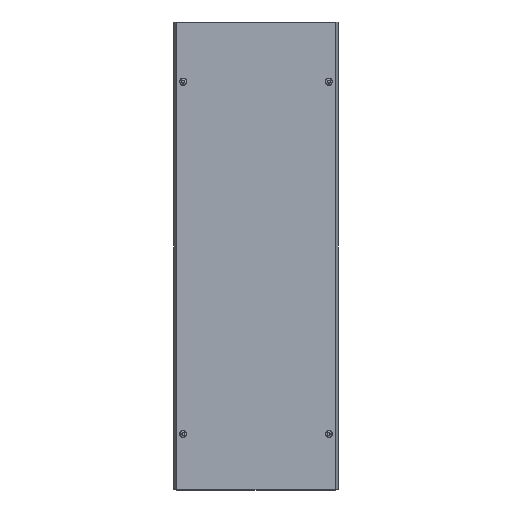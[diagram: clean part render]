
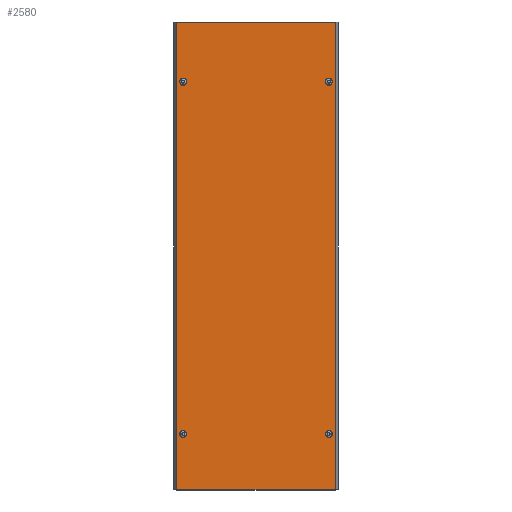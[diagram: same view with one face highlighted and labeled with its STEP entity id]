
A CAD part, top view. The second image highlights one B-rep face of the part: STEP entity #2580.
In plain terms, the highlighted planar face has unit normal (0, 0, 1).
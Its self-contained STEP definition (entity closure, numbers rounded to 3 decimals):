
#1 = DIRECTION ( 'NONE',  ( 0., 1., 0. ) ) ;
#2 = CARTESIAN_POINT ( 'NONE',  ( 169.75, -496.5, 0. ) ) ;
#46 = DIRECTION ( 'NONE',  ( -1., 0., 0. ) ) ;
#63 = CARTESIAN_POINT ( 'NONE',  ( 155., 371.1, 0. ) ) ;
#77 = DIRECTION ( 'NONE',  ( 0., 0., -1. ) ) ;
#96 = CARTESIAN_POINT ( 'NONE',  ( -169.75, -496.5, 0. ) ) ;
#103 = DIRECTION ( 'NONE',  ( -1., 0., 0. ) ) ;
#134 = DIRECTION ( 'NONE',  ( 0., 0., -1. ) ) ;
#136 = DIRECTION ( 'NONE',  ( -1., 0., 0. ) ) ;
#169 = DIRECTION ( 'NONE',  ( -1., 0., 0. ) ) ;
#185 = DIRECTION ( 'NONE',  ( 0., 0., -1. ) ) ;
#204 = DIRECTION ( 'NONE',  ( 0., 0., -1. ) ) ;
#210 = CARTESIAN_POINT ( 'NONE',  ( -155., 371.1, 0. ) ) ;
#211 = DIRECTION ( 'NONE',  ( -1., 0., 0. ) ) ;
#219 = CARTESIAN_POINT ( 'NONE',  ( -155., 371.1, 0. ) ) ;
#221 = DIRECTION ( 'NONE',  ( 0., 0., -1. ) ) ;
#222 = DIRECTION ( 'NONE',  ( -1., 0., 0. ) ) ;
#276 = DIRECTION ( 'NONE',  ( -1., 0., 0. ) ) ;
#279 = DIRECTION ( 'NONE',  ( 0., 0., -1. ) ) ;
#280 = CARTESIAN_POINT ( 'NONE',  ( 155., -378.9, 0. ) ) ;
#304 = CARTESIAN_POINT ( 'NONE',  ( 168.66, -496.5, 0. ) ) ;
#310 = CARTESIAN_POINT ( 'NONE',  ( -155., -378.9, 0. ) ) ;
#314 = CARTESIAN_POINT ( 'NONE',  ( -155., -378.9, 0. ) ) ;
#345 = DIRECTION ( 'NONE',  ( 1., 0., 0. ) ) ;
#751 = CARTESIAN_POINT ( 'NONE',  ( 147.319, 371.1, 0. ) ) ;
#820 = CARTESIAN_POINT ( 'NONE',  ( -169.75, -496.5, 0. ) ) ;
#822 = CARTESIAN_POINT ( 'NONE',  ( 169.75, -496.5, 0. ) ) ;
#833 = CARTESIAN_POINT ( 'NONE',  ( -162.681, 371.1, 0. ) ) ;
#840 = CARTESIAN_POINT ( 'NONE',  ( -147.319, -378.9, 0. ) ) ;
#843 = PLANE ( 'NONE',  #1513 ) ;
#846 = CARTESIAN_POINT ( 'NONE',  ( 168.66, -496.5, 0. ) ) ;
#879 = DIRECTION ( 'NONE',  ( -1., 0., 0. ) ) ;
#885 = CARTESIAN_POINT ( 'NONE',  ( 0., 0., 0. ) ) ;
#903 = CARTESIAN_POINT ( 'NONE',  ( 162.681, 371.1, 0. ) ) ;
#921 = CARTESIAN_POINT ( 'NONE',  ( -168.66, -496.5, 0. ) ) ;
#942 = DIRECTION ( 'NONE',  ( 0., 0., -1. ) ) ;
#980 = CARTESIAN_POINT ( 'NONE',  ( 169.75, 498., 0. ) ) ;
#1034 = CARTESIAN_POINT ( 'NONE',  ( -147.319, 371.1, 0. ) ) ;
#1062 = CARTESIAN_POINT ( 'NONE',  ( -162.681, -378.9, 0. ) ) ;
#1077 = CARTESIAN_POINT ( 'NONE',  ( -169.75, 498., 0. ) ) ;
#1082 = CARTESIAN_POINT ( 'NONE',  ( 162.681, -378.9, 0. ) ) ;
#1092 = CARTESIAN_POINT ( 'NONE',  ( 147.319, -378.9, 0. ) ) ;
#1201 = DIRECTION ( 'NONE',  ( -1., 0., 0. ) ) ;
#1206 = CARTESIAN_POINT ( 'NONE',  ( -169.75, 498., 0. ) ) ;
#1253 = DIRECTION ( 'NONE',  ( 0., 0., -1. ) ) ;
#1255 = CARTESIAN_POINT ( 'NONE',  ( 155., 371.1, 0. ) ) ;
#1256 = DIRECTION ( 'NONE',  ( -1., 0., 0. ) ) ;
#1271 = CARTESIAN_POINT ( 'NONE',  ( -169.75, -496.5, 0. ) ) ;
#1276 = CARTESIAN_POINT ( 'NONE',  ( 155., -378.9, 0. ) ) ;
#1277 = DIRECTION ( 'NONE',  ( 1., 0., 0. ) ) ;
#1278 = DIRECTION ( 'NONE',  ( 0., 0., -1. ) ) ;
#1279 = DIRECTION ( 'NONE',  ( -1., 0., 0. ) ) ;
#1287 = DIRECTION ( 'NONE',  ( 0., -1., 0. ) ) ;
#1292 = CARTESIAN_POINT ( 'NONE',  ( -169.75, -496.5, 0. ) ) ;
#1513 = AXIS2_PLACEMENT_3D ( 'NONE', #885, #942, #879 ) ;
#1823 = EDGE_CURVE ( 'NONE', #2905, #3151, #2756, .T. ) ;
#1836 = AXIS2_PLACEMENT_3D ( 'NONE', #1276, #1278, #1279 ) ;
#1838 = EDGE_CURVE ( 'NONE', #3401, #3280, #2916, .T. ) ;
#1845 = EDGE_CURVE ( 'NONE', #2671, #3176, #3476, .T. ) ;
#1858 = EDGE_CURVE ( 'NONE', #3510, #2841, #3421, .T. ) ;
#1860 = EDGE_CURVE ( 'NONE', #2729, #3510, #2666, .T. ) ;
#1874 = AXIS2_PLACEMENT_3D ( 'NONE', #1255, #1253, #1256 ) ;
#1920 = EDGE_CURVE ( 'NONE', #3151, #2905, #3099, .T. ) ;
#1936 = EDGE_CURVE ( 'NONE', #3280, #3401, #3146, .T. ) ;
#1947 = EDGE_CURVE ( 'NONE', #3103, #2761, #3223, .T. ) ;
#1968 = EDGE_CURVE ( 'NONE', #2671, #3206, #3024, .T. ) ;
#1979 = EDGE_CURVE ( 'NONE', #3083, #3615, #3157, .T. ) ;
#1989 = EDGE_CURVE ( 'NONE', #2761, #3103, #2088, .T. ) ;
#2004 = EDGE_CURVE ( 'NONE', #3615, #3083, #2099, .T. ) ;
#2012 = EDGE_CURVE ( 'NONE', #2841, #3206, #2205, .T. ) ;
#2022 = EDGE_CURVE ( 'NONE', #3176, #2729, #2202, .T. ) ;
#2042 = AXIS2_PLACEMENT_3D ( 'NONE', #63, #77, #46 ) ;
#2045 = AXIS2_PLACEMENT_3D ( 'NONE', #210, #204, #211 ) ;
#2054 = AXIS2_PLACEMENT_3D ( 'NONE', #280, #279, #276 ) ;
#2061 = AXIS2_PLACEMENT_3D ( 'NONE', #310, #134, #136 ) ;
#2067 = AXIS2_PLACEMENT_3D ( 'NONE', #219, #221, #222 ) ;
#2076 = AXIS2_PLACEMENT_3D ( 'NONE', #314, #185, #169 ) ;
#2088 = CIRCLE ( 'NONE', #2067, 7.681 ) ;
#2099 = CIRCLE ( 'NONE', #2076, 7.681 ) ;
#2105 = VECTOR ( 'NONE', #345, 1000. ) ;
#2202 = LINE ( 'NONE', #2, #2208 ) ;
#2205 = LINE ( 'NONE', #96, #2105 ) ;
#2208 = VECTOR ( 'NONE', #1, 1000. ) ;
#2438 = FACE_BOUND ( 'NONE', #2934, .T. ) ;
#2439 = FACE_BOUND ( 'NONE', #3591, .T. ) ;
#2440 = FACE_OUTER_BOUND ( 'NONE', #3158, .T. ) ;
#2441 = FACE_BOUND ( 'NONE', #2885, .T. ) ;
#2443 = FACE_BOUND ( 'NONE', #3128, .T. ) ;
#2580 = ADVANCED_FACE ( 'NONE', ( #2438, #2443, #2441, #2439, #2440 ), #843, .F. ) ;
#2666 = LINE ( 'NONE', #1206, #3389 ) ;
#2671 = VERTEX_POINT ( 'NONE', #846 ) ;
#2687 = ORIENTED_EDGE ( 'NONE', *, *, #2022, .T. ) ;
#2729 = VERTEX_POINT ( 'NONE', #980 ) ;
#2756 = CIRCLE ( 'NONE', #1874, 7.681 ) ;
#2761 = VERTEX_POINT ( 'NONE', #833 ) ;
#2841 = VERTEX_POINT ( 'NONE', #820 ) ;
#2885 = EDGE_LOOP ( 'NONE', ( #3047, #3028 ) ) ;
#2893 = ORIENTED_EDGE ( 'NONE', *, *, #1947, .T. ) ;
#2905 = VERTEX_POINT ( 'NONE', #751 ) ;
#2916 = CIRCLE ( 'NONE', #1836, 7.681 ) ;
#2934 = EDGE_LOOP ( 'NONE', ( #3575, #3451 ) ) ;
#2939 = ORIENTED_EDGE ( 'NONE', *, *, #1860, .T. ) ;
#3010 = VECTOR ( 'NONE', #1287, 1000. ) ;
#3024 = LINE ( 'NONE', #304, #3481 ) ;
#3028 = ORIENTED_EDGE ( 'NONE', *, *, #1823, .T. ) ;
#3047 = ORIENTED_EDGE ( 'NONE', *, *, #1920, .T. ) ;
#3082 = ORIENTED_EDGE ( 'NONE', *, *, #2012, .T. ) ;
#3083 = VERTEX_POINT ( 'NONE', #840 ) ;
#3099 = CIRCLE ( 'NONE', #2042, 7.681 ) ;
#3103 = VERTEX_POINT ( 'NONE', #1034 ) ;
#3106 = VECTOR ( 'NONE', #1277, 1000. ) ;
#3128 = EDGE_LOOP ( 'NONE', ( #3530, #3346 ) ) ;
#3146 = CIRCLE ( 'NONE', #2054, 7.681 ) ;
#3151 = VERTEX_POINT ( 'NONE', #903 ) ;
#3157 = CIRCLE ( 'NONE', #2061, 7.681 ) ;
#3158 = EDGE_LOOP ( 'NONE', ( #2687, #2939, #3520, #3082, #3180, #3414 ) ) ;
#3176 = VERTEX_POINT ( 'NONE', #822 ) ;
#3180 = ORIENTED_EDGE ( 'NONE', *, *, #1968, .F. ) ;
#3206 = VERTEX_POINT ( 'NONE', #921 ) ;
#3223 = CIRCLE ( 'NONE', #2045, 7.681 ) ;
#3280 = VERTEX_POINT ( 'NONE', #1082 ) ;
#3346 = ORIENTED_EDGE ( 'NONE', *, *, #2004, .T. ) ;
#3389 = VECTOR ( 'NONE', #1201, 1000. ) ;
#3400 = ORIENTED_EDGE ( 'NONE', *, *, #1989, .T. ) ;
#3401 = VERTEX_POINT ( 'NONE', #1092 ) ;
#3414 = ORIENTED_EDGE ( 'NONE', *, *, #1845, .T. ) ;
#3421 = LINE ( 'NONE', #1292, #3010 ) ;
#3451 = ORIENTED_EDGE ( 'NONE', *, *, #1838, .T. ) ;
#3476 = LINE ( 'NONE', #1271, #3106 ) ;
#3481 = VECTOR ( 'NONE', #103, 1000. ) ;
#3510 = VERTEX_POINT ( 'NONE', #1077 ) ;
#3520 = ORIENTED_EDGE ( 'NONE', *, *, #1858, .T. ) ;
#3530 = ORIENTED_EDGE ( 'NONE', *, *, #1979, .T. ) ;
#3575 = ORIENTED_EDGE ( 'NONE', *, *, #1936, .T. ) ;
#3591 = EDGE_LOOP ( 'NONE', ( #2893, #3400 ) ) ;
#3615 = VERTEX_POINT ( 'NONE', #1062 ) ;
